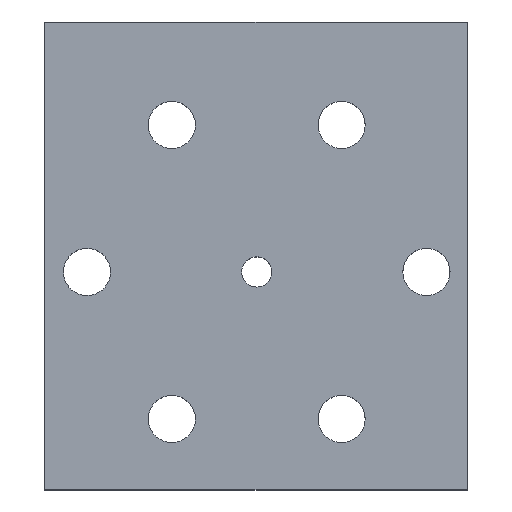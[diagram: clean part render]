
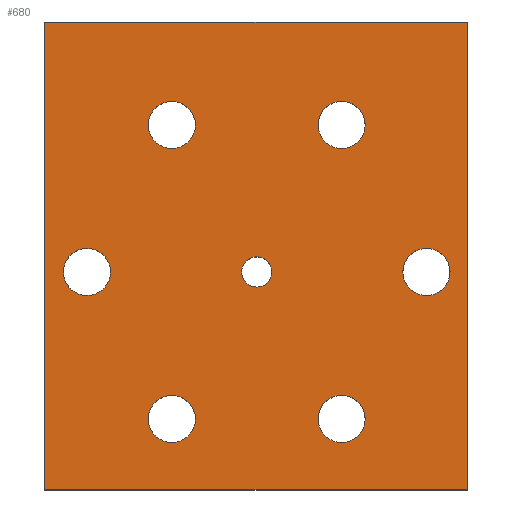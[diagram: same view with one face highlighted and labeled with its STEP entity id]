
A CAD part, top view. The second image highlights one B-rep face of the part: STEP entity #680.
In plain terms, the highlighted planar face has unit normal (0, 0, 1).
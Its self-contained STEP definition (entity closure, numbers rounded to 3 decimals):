
#38=FACE_BOUND('',#110,.T.);
#39=FACE_BOUND('',#111,.T.);
#40=FACE_BOUND('',#112,.T.);
#41=FACE_BOUND('',#113,.T.);
#42=FACE_BOUND('',#114,.T.);
#43=FACE_BOUND('',#115,.T.);
#44=FACE_BOUND('',#116,.T.);
#51=CIRCLE('',#739,3.3);
#52=CIRCLE('',#740,3.3);
#53=CIRCLE('',#741,3.3);
#54=CIRCLE('',#742,3.3);
#55=CIRCLE('',#743,3.3);
#56=CIRCLE('',#744,3.3);
#57=CIRCLE('',#745,2.117);
#74=FACE_OUTER_BOUND('',#109,.T.);
#109=EDGE_LOOP('',(#459,#460,#461,#462));
#110=EDGE_LOOP('',(#463));
#111=EDGE_LOOP('',(#464));
#112=EDGE_LOOP('',(#465));
#113=EDGE_LOOP('',(#466));
#114=EDGE_LOOP('',(#467));
#115=EDGE_LOOP('',(#468));
#116=EDGE_LOOP('',(#469));
#157=LINE('',#1013,#225);
#158=LINE('',#1015,#226);
#159=LINE('',#1017,#227);
#160=LINE('',#1018,#228);
#225=VECTOR('',#809,10.);
#226=VECTOR('',#810,10.);
#227=VECTOR('',#811,10.);
#228=VECTOR('',#812,10.);
#293=VERTEX_POINT('',#1011);
#294=VERTEX_POINT('',#1012);
#295=VERTEX_POINT('',#1014);
#296=VERTEX_POINT('',#1016);
#297=VERTEX_POINT('',#1019);
#298=VERTEX_POINT('',#1021);
#299=VERTEX_POINT('',#1023);
#300=VERTEX_POINT('',#1025);
#301=VERTEX_POINT('',#1027);
#302=VERTEX_POINT('',#1029);
#303=VERTEX_POINT('',#1031);
#359=EDGE_CURVE('',#293,#294,#157,.T.);
#360=EDGE_CURVE('',#294,#295,#158,.T.);
#361=EDGE_CURVE('',#295,#296,#159,.F.);
#362=EDGE_CURVE('',#296,#293,#160,.F.);
#363=EDGE_CURVE('',#297,#297,#51,.T.);
#364=EDGE_CURVE('',#298,#298,#52,.T.);
#365=EDGE_CURVE('',#299,#299,#53,.T.);
#366=EDGE_CURVE('',#300,#300,#54,.T.);
#367=EDGE_CURVE('',#301,#301,#55,.T.);
#368=EDGE_CURVE('',#302,#302,#56,.T.);
#369=EDGE_CURVE('',#303,#303,#57,.T.);
#459=ORIENTED_EDGE('',*,*,#359,.T.);
#460=ORIENTED_EDGE('',*,*,#360,.T.);
#461=ORIENTED_EDGE('',*,*,#361,.T.);
#462=ORIENTED_EDGE('',*,*,#362,.T.);
#463=ORIENTED_EDGE('',*,*,#363,.T.);
#464=ORIENTED_EDGE('',*,*,#364,.T.);
#465=ORIENTED_EDGE('',*,*,#365,.T.);
#466=ORIENTED_EDGE('',*,*,#366,.T.);
#467=ORIENTED_EDGE('',*,*,#367,.T.);
#468=ORIENTED_EDGE('',*,*,#368,.T.);
#469=ORIENTED_EDGE('',*,*,#369,.T.);
#659=PLANE('',#738);
#680=ADVANCED_FACE('',(#74,#38,#39,#40,#41,#42,#43,#44),#659,.T.);
#738=AXIS2_PLACEMENT_3D('',#1010,#807,#808);
#739=AXIS2_PLACEMENT_3D('',#1020,#813,#814);
#740=AXIS2_PLACEMENT_3D('',#1022,#815,#816);
#741=AXIS2_PLACEMENT_3D('',#1024,#817,#818);
#742=AXIS2_PLACEMENT_3D('',#1026,#819,#820);
#743=AXIS2_PLACEMENT_3D('',#1028,#821,#822);
#744=AXIS2_PLACEMENT_3D('',#1030,#823,#824);
#745=AXIS2_PLACEMENT_3D('',#1032,#825,#826);
#807=DIRECTION('center_axis',(0.,0.,1.));
#808=DIRECTION('ref_axis',(1.,0.,0.));
#809=DIRECTION('',(1.,0.,0.));
#810=DIRECTION('',(0.,1.,0.));
#811=DIRECTION('',(1.,0.,0.));
#812=DIRECTION('',(0.,1.,0.));
#813=DIRECTION('center_axis',(0.,0.,-1.));
#814=DIRECTION('ref_axis',(1.,0.,0.));
#815=DIRECTION('center_axis',(0.,0.,-1.));
#816=DIRECTION('ref_axis',(1.,0.,0.));
#817=DIRECTION('center_axis',(0.,0.,-1.));
#818=DIRECTION('ref_axis',(1.,0.,0.));
#819=DIRECTION('center_axis',(0.,0.,-1.));
#820=DIRECTION('ref_axis',(1.,0.,0.));
#821=DIRECTION('center_axis',(0.,0.,-1.));
#822=DIRECTION('ref_axis',(1.,0.,0.));
#823=DIRECTION('center_axis',(0.,0.,-1.));
#824=DIRECTION('ref_axis',(1.,0.,0.));
#825=DIRECTION('center_axis',(0.,0.,-1.));
#826=DIRECTION('ref_axis',(-1.,0.,0.));
#1010=CARTESIAN_POINT('Origin',(0.9,-4.255,78.5));
#1011=CARTESIAN_POINT('',(-29.7,-37.5,78.5));
#1012=CARTESIAN_POINT('',(29.5,-37.5,78.5));
#1013=CARTESIAN_POINT('',(29.5,-37.5,78.5));
#1014=CARTESIAN_POINT('',(29.5,27.99,78.5));
#1015=CARTESIAN_POINT('',(29.5,28.99,78.5));
#1016=CARTESIAN_POINT('',(-29.7,27.99,78.5));
#1017=CARTESIAN_POINT('',(15.2,27.99,78.5));
#1018=CARTESIAN_POINT('',(-29.7,12.367,78.5));
#1019=CARTESIAN_POINT('',(8.58,-27.577,78.5));
#1020=CARTESIAN_POINT('Origin',(11.88,-27.577,78.5));
#1021=CARTESIAN_POINT('',(-15.18,-27.577,78.5));
#1022=CARTESIAN_POINT('Origin',(-11.88,-27.577,78.5));
#1023=CARTESIAN_POINT('',(-15.18,13.577,78.5));
#1024=CARTESIAN_POINT('Origin',(-11.88,13.577,78.5));
#1025=CARTESIAN_POINT('',(20.46,-7.,78.5));
#1026=CARTESIAN_POINT('Origin',(23.76,-7.,78.5));
#1027=CARTESIAN_POINT('',(-27.06,-7.,78.5));
#1028=CARTESIAN_POINT('Origin',(-23.76,-7.,78.5));
#1029=CARTESIAN_POINT('',(8.58,13.577,78.5));
#1030=CARTESIAN_POINT('Origin',(11.88,13.577,78.5));
#1031=CARTESIAN_POINT('',(2.117,-7.,78.5));
#1032=CARTESIAN_POINT('Origin',(0.,-7.,78.5));
